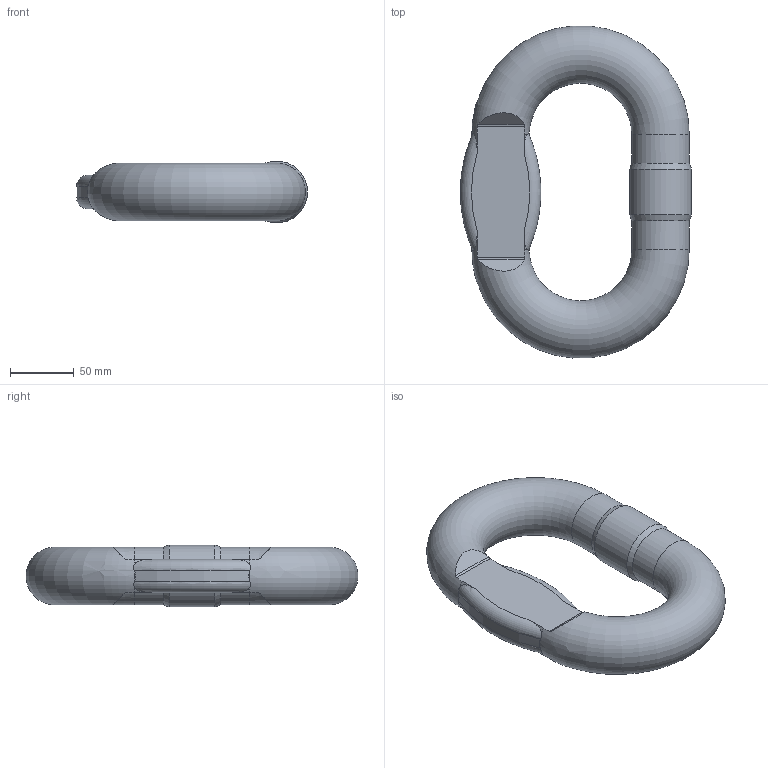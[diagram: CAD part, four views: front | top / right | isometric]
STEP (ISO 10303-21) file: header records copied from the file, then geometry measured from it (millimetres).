
FILE_DESCRIPTION(/* description */ (''),/* implementation_level */ '2;1');
FILE_NAME(/* name */ 'BW45',/* time_stamp */ '2009-08-21T09:47:18+02:00',/* author */ (''),/* organization */ (''),/* preprocessor_version */ 'ST-DEVELOPER v9',/* originating_system */ 'UGS - NX 4.0',/* authorisation */ '');
FILE_SCHEMA (('AUTOMOTIVE_DESIGN { 1 0 10303 214 1 1 1 1 }'));
Length unit declared in the file: millimetre
Products named in the file (1): ritD8DFpmi0
Bounding box: 180.54 x 259.5 x 48.38 mm (x, y, z)
Volume: 893814.5 mm3; surface area: 82576.2 mm2
Topology: 1 solids, 1 shells, 35 faces, 105 edges, 70 vertices
Faces by surface type: cylinder 21, torus 6, plane 6, cone 2
Full cylindrical faces by diameter (mm): 45 x2, 48.375 x1
Entity records: 1310 total; most frequent: CARTESIAN_POINT 444, ORIENTED_EDGE 188, DIRECTION 156, EDGE_CURVE 94, AXIS2_PLACEMENT_3D 70, VERTEX_POINT 66, B_SPLINE_CURVE_WITH_KNOTS 44, EDGE_LOOP 42
